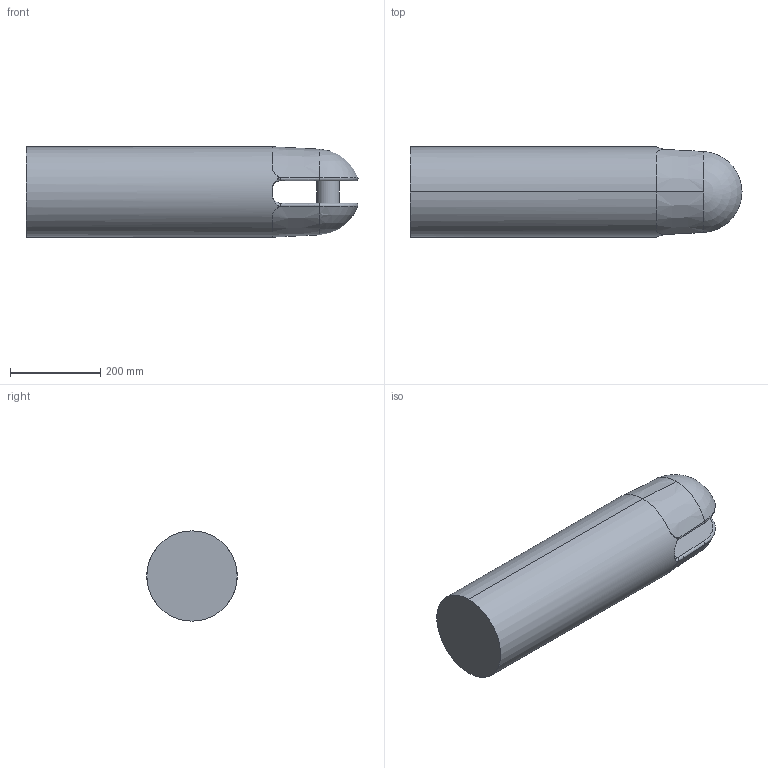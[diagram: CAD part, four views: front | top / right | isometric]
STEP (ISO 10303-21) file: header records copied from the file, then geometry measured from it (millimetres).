
FILE_DESCRIPTION (( 'STEP AP203' ), '1' );
FILE_NAME ('Parte_a_Default_sldprt.STEP', '2021-10-19T09:13:31', ( '' ), ( '' ), 'SwSTEP 2.0', 'SolidWorks 2021', '' );
FILE_SCHEMA (( 'CONFIG_CONTROL_DESIGN' ));
Length unit declared in the file: millimetre
Products named in the file (1): Parte_a_Default_sldprt
Bounding box: 735.21 x 200 x 200 mm (x, y, z)
Volume: 5130023.8 mm3; surface area: 998723.9 mm2
Topology: 1 solids, 2 shells, 37 faces, 89 edges, 56 vertices
Faces by surface type: cylinder 8, plane 8, bspline 8, cone 6, sphere 4, torus 3
Entity records: 2375 total; most frequent: CARTESIAN_POINT 1481, ORIENTED_EDGE 178, DIRECTION 164, EDGE_CURVE 89, AXIS2_PLACEMENT_3D 73, VERTEX_POINT 56, CIRCLE 43, EDGE_LOOP 39
